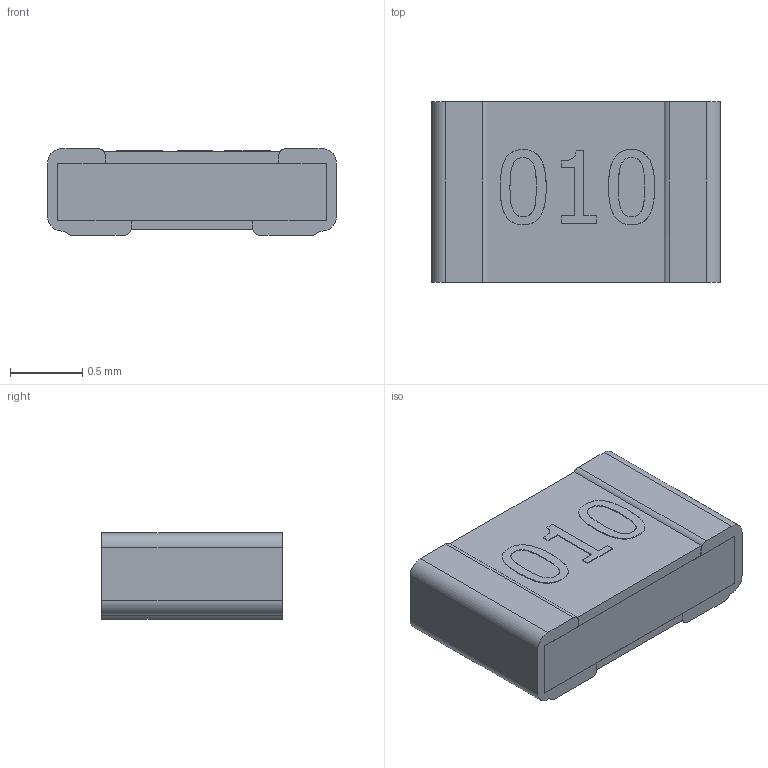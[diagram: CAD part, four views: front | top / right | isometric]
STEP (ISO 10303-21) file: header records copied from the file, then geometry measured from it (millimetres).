
FILE_DESCRIPTION((''),'2;1');
FILE_NAME('RLS06.10.12.25.stp','2018-04-14T13:24:49',('sheen.lee'),(''),'Autodesk Inventor 2011','Autodesk Inventor 2011','');
FILE_SCHEMA(('AUTOMOTIVE_DESIGN { 1 0 10303 214 1 1 1 1 }'));
Length unit declared in the file: millimetre
Products named in the file (1): RLS10-010
Bounding box: 2 x 1.25 x 0.6 mm (x, y, z)
Volume: 1.4 mm3; surface area: 8.6 mm2
Topology: 1 solids, 1 shells, 96 faces, 257 edges, 168 vertices
Faces by surface type: plane 61, bspline 25, cylinder 10
Entity records: 3223 total; most frequent: CARTESIAN_POINT 922, ORIENTED_EDGE 514, DIRECTION 375, EDGE_CURVE 257, VECTOR 183, LINE 183, VERTEX_POINT 168, EDGE_LOOP 101
